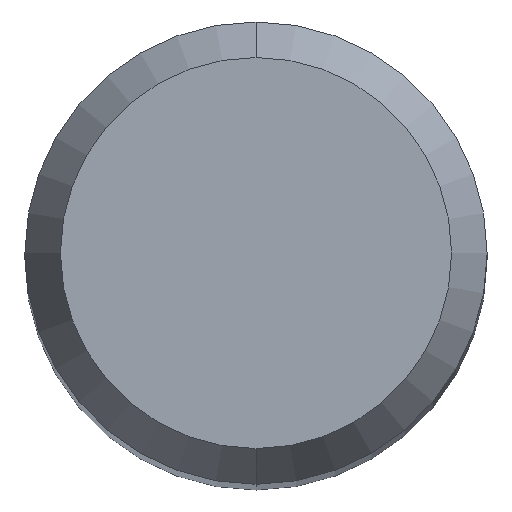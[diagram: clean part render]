
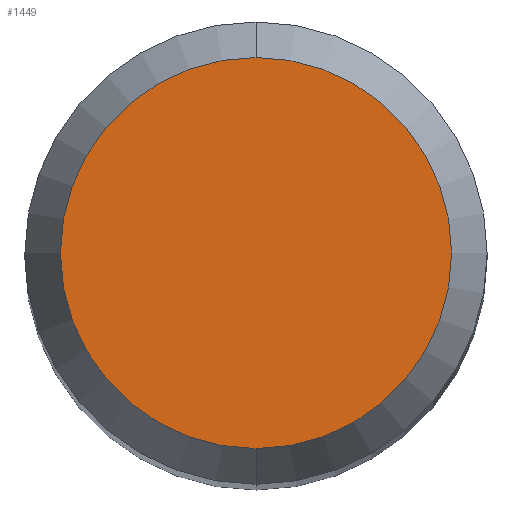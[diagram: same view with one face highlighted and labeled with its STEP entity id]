
A CAD part, top view. The second image highlights one B-rep face of the part: STEP entity #1449.
In plain terms, the highlighted planar face has unit normal (0, 0, 1).
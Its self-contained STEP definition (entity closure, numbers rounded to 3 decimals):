
#759=EDGE_CURVE('',#971,#1479,#1885,.T.);
#837=EDGE_CURVE('',#1479,#971,#1969,.T.);
#971=VERTEX_POINT('',#2113);
#1449=ADVANCED_FACE('',(#2634),#2635,.T.);
#1479=VERTEX_POINT('',#2669);
#1885=CIRCLE('',#4219,2.538);
#1969=CIRCLE('',#5075,2.538);
#2113=CARTESIAN_POINT('',(0.0,2.538,0.0));
#2634=FACE_OUTER_BOUND('',#10320,.T.);
#2635=PLANE('',#10321);
#2669=CARTESIAN_POINT('',(0.,-2.538,0.0));
#4219=AXIS2_PLACEMENT_3D('',#13131,#13132,#13133);
#5075=AXIS2_PLACEMENT_3D('',#13231,#13232,#13233);
#10320=EDGE_LOOP('',(#13958,#13959));
#10321=AXIS2_PLACEMENT_3D('',#13960,#13961,#13962);
#13131=CARTESIAN_POINT('',(0.0,0.0,0.0));
#13132=DIRECTION('',(0.0,0.0,-1.0));
#13133=DIRECTION('',(0.0,1.0,0.0));
#13231=CARTESIAN_POINT('',(0.0,0.0,0.0));
#13232=DIRECTION('',(0.0,0.0,-1.0));
#13233=DIRECTION('',(0.0,1.0,0.0));
#13958=ORIENTED_EDGE('',*,*,#759,.F.);
#13959=ORIENTED_EDGE('',*,*,#837,.F.);
#13960=CARTESIAN_POINT('',(0.0,1.269,0.0));
#13961=DIRECTION('',(-0.0,0.0,1.0));
#13962=DIRECTION('',(0.0,-1.0,0.0));
